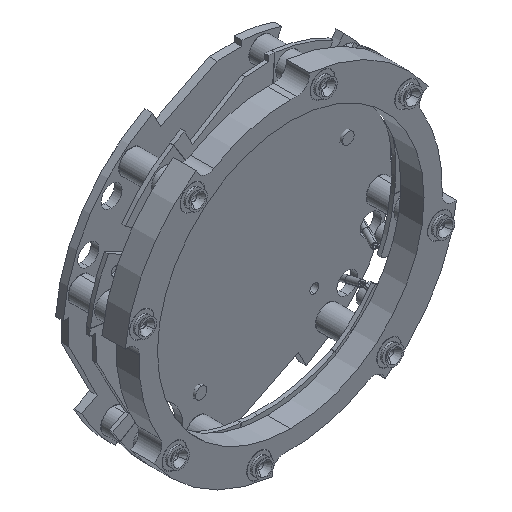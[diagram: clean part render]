
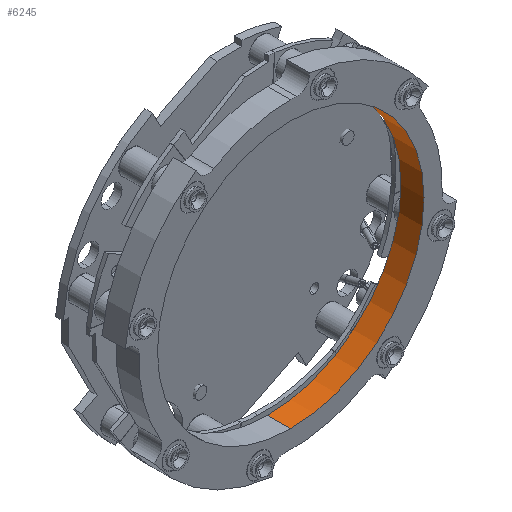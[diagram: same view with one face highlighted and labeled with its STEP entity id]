
A CAD part, isometric view. The second image highlights one B-rep face of the part: STEP entity #6245.
In plain terms, the highlighted cylindrical face has radius 17.628 mm (diameter 35.255 mm), a partial arc.
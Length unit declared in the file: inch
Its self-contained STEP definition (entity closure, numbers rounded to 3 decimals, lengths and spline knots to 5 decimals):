
#516 = AXIS2_PLACEMENT_3D ( 'NONE', #17229, #17238, #17239 ) ;
#1534 = CARTESIAN_POINT ( 'NONE',  ( 0., -0.319, 0.694 ) ) ;
#1543 = CARTESIAN_POINT ( 'NONE',  ( 0., -0.199, 0.694 ) ) ;
#1550 = CARTESIAN_POINT ( 'NONE',  ( 0., -0.199, -0.694 ) ) ;
#1609 = CARTESIAN_POINT ( 'NONE',  ( 0., -0.319, -0.694 ) ) ;
#3912 = AXIS2_PLACEMENT_3D ( 'NONE', #8336, #8332, #8331 ) ;
#3917 = AXIS2_PLACEMENT_3D ( 'NONE', #8305, #8297, #8296 ) ;
#6245 = ADVANCED_FACE ( 'NONE', ( #28223 ), #28224, .F. ) ;
#8296 = DIRECTION ( 'NONE',  ( 0., 0., 1. ) ) ;
#8297 = DIRECTION ( 'NONE',  ( 0., -1., 0. ) ) ;
#8305 = CARTESIAN_POINT ( 'NONE',  ( 0., -0.199, 0. ) ) ;
#8328 = DIRECTION ( 'NONE',  ( 0., 1., 0. ) ) ;
#8331 = DIRECTION ( 'NONE',  ( 0., 0., 1. ) ) ;
#8332 = DIRECTION ( 'NONE',  ( 0., -1., 0. ) ) ;
#8336 = CARTESIAN_POINT ( 'NONE',  ( 0., -0.319, 0. ) ) ;
#8337 = DIRECTION ( 'NONE',  ( 0., 1., 0. ) ) ;
#8338 = CARTESIAN_POINT ( 'NONE',  ( 0., -0.319, -0.694 ) ) ;
#8340 = CARTESIAN_POINT ( 'NONE',  ( 0., -0.319, 0.694 ) ) ;
#17229 = CARTESIAN_POINT ( 'NONE',  ( 0., -0.319, 0. ) ) ;
#17238 = DIRECTION ( 'NONE',  ( 0., 1., 0. ) ) ;
#17239 = DIRECTION ( 'NONE',  ( 0., 0., -1. ) ) ;
#23716 = VECTOR ( 'NONE', #8328, 39.37008 ) ;
#23722 = LINE ( 'NONE', #8338, #23725 ) ;
#23725 = VECTOR ( 'NONE', #8337, 39.37008 ) ;
#23732 = LINE ( 'NONE', #8340, #23716 ) ;
#23733 = CIRCLE ( 'NONE', #3912, 0.694 ) ;
#23751 = CIRCLE ( 'NONE', #3917, 0.694 ) ;
#24248 = ORIENTED_EDGE ( 'NONE', *, *, #27117, .F. ) ;
#24249 = ORIENTED_EDGE ( 'NONE', *, *, #27131, .F. ) ;
#24250 = ORIENTED_EDGE ( 'NONE', *, *, #27120, .T. ) ;
#24251 = ORIENTED_EDGE ( 'NONE', *, *, #27119, .T. ) ;
#27117 = EDGE_CURVE ( 'NONE', #29930, #29972, #23722, .T. ) ;
#27119 = EDGE_CURVE ( 'NONE', #29930, #29987, #23733, .T. ) ;
#27120 = EDGE_CURVE ( 'NONE', #29987, #29979, #23732, .T. ) ;
#27131 = EDGE_CURVE ( 'NONE', #29972, #29979, #23751, .T. ) ;
#28223 = FACE_OUTER_BOUND ( 'NONE', #28929, .T. ) ;
#28224 = CYLINDRICAL_SURFACE ( 'NONE', #516, 0.694 ) ;
#28929 = EDGE_LOOP ( 'NONE', ( #24251, #24250, #24249, #24248 ) ) ;
#29930 = VERTEX_POINT ( 'NONE', #1609 ) ;
#29972 = VERTEX_POINT ( 'NONE', #1550 ) ;
#29979 = VERTEX_POINT ( 'NONE', #1543 ) ;
#29987 = VERTEX_POINT ( 'NONE', #1534 ) ;
